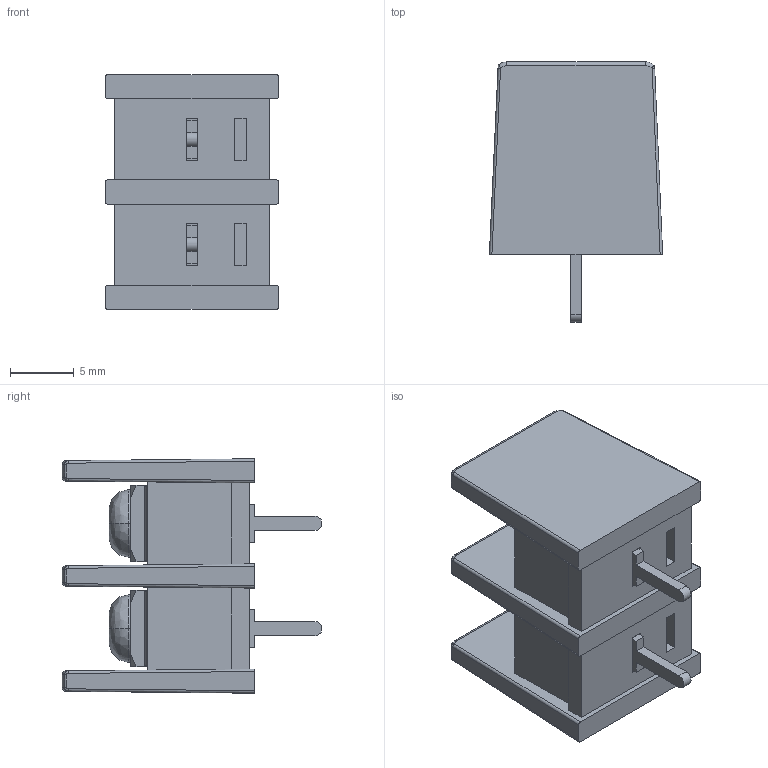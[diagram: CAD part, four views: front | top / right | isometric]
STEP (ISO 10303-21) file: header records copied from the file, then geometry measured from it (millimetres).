
FILE_DESCRIPTION((''),'2;1');
FILE_NAME('PRT0199','2020-05-22T',('Administrator'),(''),'PRO/ENGINEER BY PARAMETRIC TECHNOLOGY CORPORATION, 2010280','PRO/ENGINEER BY PARAMETRIC TECHNOLOGY CORPORATION, 2010280','');
FILE_SCHEMA(('CONFIG_CONTROL_DESIGN','SHAPE_APPEARANCE_LAYERS_GROUPS'));
Length unit declared in the file: millimetre
Products named in the file (1): PRT0199
Bounding box: 13.6 x 20.4 x 18.4 mm (x, y, z)
Volume: 2263.4 mm3; surface area: 2425.7 mm2
Topology: 1 solids, 5 shells, 574 faces, 1529 edges, 971 vertices
Faces by surface type: plane 396, cylinder 108, bspline 42, torus 20, extrusion 8
Entity records: 20627 total; most frequent: CARTESIAN_POINT 6964, ORIENTED_EDGE 3042, DIRECTION 2429, EDGE_CURVE 1521, VECTOR 1021, LINE 1013, VERTEX_POINT 971, AXIS2_PLACEMENT_3D 704
